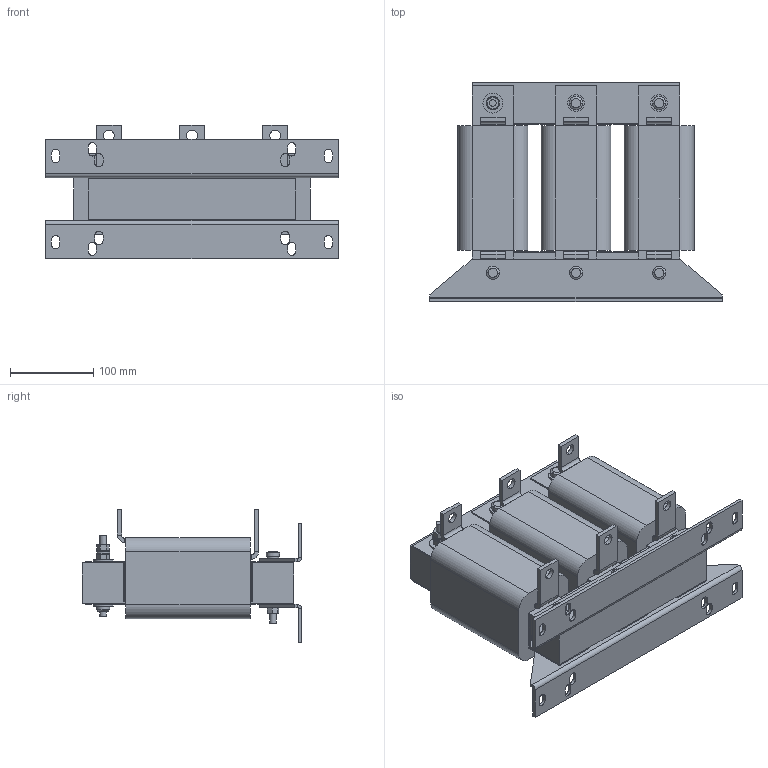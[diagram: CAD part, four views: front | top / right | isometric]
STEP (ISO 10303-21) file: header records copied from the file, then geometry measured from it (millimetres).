
FILE_DESCRIPTION (( 'STEP AP214' ), '1' );
FILE_NAME ('219466.STEP', '2020-06-09T06:39:27', ( '' ), ( '' ), 'SwSTEP 2.0', 'SolidWorks 2018', '' );
FILE_SCHEMA (( 'AUTOMOTIVE_DESIGN' ));
Length unit declared in the file: millimetre
Products named in the file (1): 219466
Bounding box: 352 x 263.7 x 160.5 mm (x, y, z)
Volume: 5168633.6 mm3; surface area: 412027.1 mm2
Topology: 1 solids, 1 shells, 481 faces, 1224 edges, 752 vertices
Faces by surface type: plane 337, cylinder 130, sphere 12, torus 2
Entity records: 14444 total; most frequent: DIRECTION 2492, CARTESIAN_POINT 2478, ORIENTED_EDGE 2448, EDGE_CURVE 1224, VECTOR 912, LINE 912, AXIS2_PLACEMENT_3D 790, VERTEX_POINT 752
